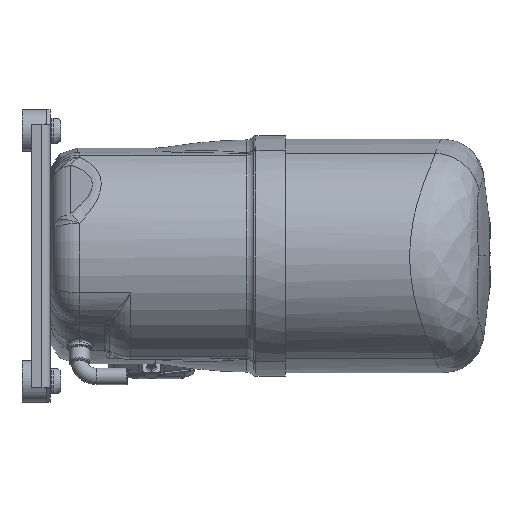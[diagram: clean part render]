
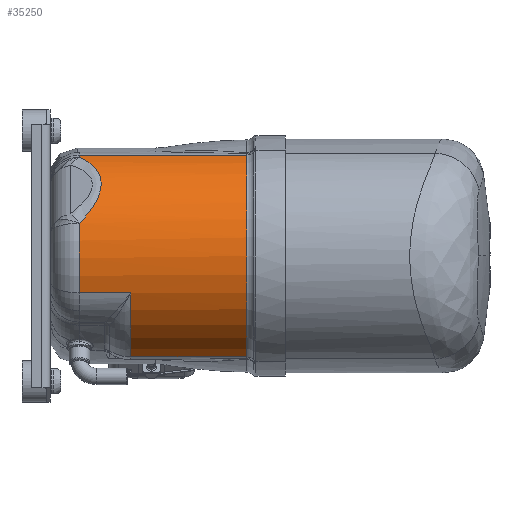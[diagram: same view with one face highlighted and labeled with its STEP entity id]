
A CAD part, left-side view. The second image highlights one B-rep face of the part: STEP entity #35250.
In plain terms, the highlighted cylindrical face has radius 82.042 mm (diameter 164.084 mm), a partial arc.
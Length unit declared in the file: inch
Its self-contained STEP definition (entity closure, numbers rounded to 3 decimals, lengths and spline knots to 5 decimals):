
#386 = CARTESIAN_POINT ( 'NONE',  ( -2.64649, -10.08922, -3.01968 ) ) ;
#1246 = CARTESIAN_POINT ( 'NONE',  ( -2.64649, -10.08922, 3.01968 ) ) ;
#1686 = CYLINDRICAL_SURFACE ( 'NONE', #5696, 3.23 ) ;
#2777 = CARTESIAN_POINT ( 'NONE',  ( -4.578, 6.15749, 0.9792 ) ) ;
#3478 = DIRECTION ( 'NONE',  ( 0., 1., 0. ) ) ;
#3605 = VECTOR ( 'NONE', #23199, 39.37008 ) ;
#3690 = CARTESIAN_POINT ( 'NONE',  ( -1.5, 6.1575, 0. ) ) ;
#3815 = DIRECTION ( 'NONE',  ( 0., -1., 0. ) ) ;
#4753 = CARTESIAN_POINT ( 'NONE',  ( -1.5, 4.62556, 0. ) ) ;
#5208 = EDGE_CURVE ( 'NONE', #8612, #12939, #11636, .T. ) ;
#5388 = VERTEX_POINT ( 'NONE', #21987 ) ;
#5696 = AXIS2_PLACEMENT_3D ( 'NONE', #16517, #19538, #6508 ) ;
#5822 = CARTESIAN_POINT ( 'NONE',  ( -4.57811, 6.1575, 0.97884 ) ) ;
#5844 = EDGE_CURVE ( 'NONE', #25091, #29104, #12888, .T. ) ;
#6240 = CARTESIAN_POINT ( 'NONE',  ( -4.53524, 6.1575, -1.10463 ) ) ;
#6508 = DIRECTION ( 'NONE',  ( 0., 0., 1. ) ) ;
#6712 = DIRECTION ( 'NONE',  ( 0., 0., 1. ) ) ;
#6920 = ORIENTED_EDGE ( 'NONE', *, *, #37102, .T. ) ;
#7111 = VERTEX_POINT ( 'NONE', #12870 ) ;
#7681 = CARTESIAN_POINT ( 'NONE',  ( -2.64649, 1.15695, -3.01968 ) ) ;
#7770 = DIRECTION ( 'NONE',  ( 0., 0., 1. ) ) ;
#8612 = VERTEX_POINT ( 'NONE', #6240 ) ;
#8679 = CARTESIAN_POINT ( 'NONE',  ( -4.57781, 6.15737, 0.97978 ) ) ;
#8859 = CARTESIAN_POINT ( 'NONE',  ( -4.57815, 6.1575, 0.97873 ) ) ;
#8889 = ORIENTED_EDGE ( 'NONE', *, *, #5844, .T. ) ;
#9220 = ORIENTED_EDGE ( 'NONE', *, *, #18936, .T. ) ;
#9330 = CARTESIAN_POINT ( 'NONE',  ( -2.79523, 6.1575, 2.95893 ) ) ;
#10336 = VERTEX_POINT ( 'NONE', #7681 ) ;
#10723 = CARTESIAN_POINT ( 'NONE',  ( -1.5, 1.15695, 0. ) ) ;
#10939 = ORIENTED_EDGE ( 'NONE', *, *, #18176, .T. ) ;
#11291 = AXIS2_PLACEMENT_3D ( 'NONE', #10723, #31753, #13790 ) ;
#11511 = VERTEX_POINT ( 'NONE', #19383 ) ;
#11636 = LINE ( 'NONE', #35189, #3605 ) ;
#11774 = CIRCLE ( 'NONE', #20869, 3.23 ) ;
#12870 = CARTESIAN_POINT ( 'NONE',  ( -2.64649, 6.1575, 3.01968 ) ) ;
#12888 = B_SPLINE_CURVE_WITH_KNOTS ( 'NONE', 3,
 ( #30370, #21278, #9330, #33376, #15420, #36434, #18419 ),
 .UNSPECIFIED., .F., .F.,
 ( 4, 3, 4 ),
 ( 0., 0., 0.00003 ),
 .UNSPECIFIED. ) ;
#12939 = VERTEX_POINT ( 'NONE', #29850 ) ;
#13526 = B_SPLINE_CURVE_WITH_KNOTS ( 'NONE', 3,
 ( #35818, #20805, #2777, #23846, #5822, #26850, #8859 ),
 .UNSPECIFIED., .F., .F.,
 ( 4, 3, 4 ),
 ( 0., 0.00002, 0.00003 ),
 .UNSPECIFIED. ) ;
#13790 = DIRECTION ( 'NONE',  ( 0., 0., 1. ) ) ;
#15420 = CARTESIAN_POINT ( 'NONE',  ( -2.79557, 6.15749, 2.95878 ) ) ;
#16092 = LINE ( 'NONE', #386, #39103 ) ;
#16517 = CARTESIAN_POINT ( 'NONE',  ( -1.5, -10.08922, 0. ) ) ;
#16631 = CIRCLE ( 'NONE', #27688, 3.23 ) ;
#16884 = EDGE_CURVE ( 'NONE', #10336, #27426, #16092, .T. ) ;
#17570 = CIRCLE ( 'NONE', #37787, 3.23 ) ;
#17762 = FACE_OUTER_BOUND ( 'NONE', #18128, .T. ) ;
#18128 = EDGE_LOOP ( 'NONE', ( #31731, #6920, #38778, #28314, #8889, #21880, #9220, #34644, #38347, #10939 ) ) ;
#18176 = EDGE_CURVE ( 'NONE', #12939, #27426, #11774, .T. ) ;
#18419 = CARTESIAN_POINT ( 'NONE',  ( -2.79614, 6.15737, 2.95854 ) ) ;
#18936 = EDGE_CURVE ( 'NONE', #11511, #19706, #13526, .T. ) ;
#19383 = CARTESIAN_POINT ( 'NONE',  ( -4.57781, 6.15737, 0.97978 ) ) ;
#19437 = EDGE_CURVE ( 'NONE', #29104, #11511, #35677, .T. ) ;
#19538 = DIRECTION ( 'NONE',  ( 0., 1., 0. ) ) ;
#19706 = VERTEX_POINT ( 'NONE', #21927 ) ;
#19719 = LINE ( 'NONE', #1246, #26733 ) ;
#20639 = CARTESIAN_POINT ( 'NONE',  ( -3.66031, 5.27548, 2.57994 ) ) ;
#20805 = CARTESIAN_POINT ( 'NONE',  ( -4.5779, 6.15745, 0.9795 ) ) ;
#20869 = AXIS2_PLACEMENT_3D ( 'NONE', #4753, #25773, #7770 ) ;
#21278 = CARTESIAN_POINT ( 'NONE',  ( -2.79518, 6.1575, 2.95895 ) ) ;
#21824 = CARTESIAN_POINT ( 'NONE',  ( -1.5, 6.1575, 0. ) ) ;
#21880 = ORIENTED_EDGE ( 'NONE', *, *, #19437, .T. ) ;
#21927 = CARTESIAN_POINT ( 'NONE',  ( -4.57815, 6.1575, 0.97873 ) ) ;
#21987 = CARTESIAN_POINT ( 'NONE',  ( -2.64649, 1.15695, 3.01968 ) ) ;
#22949 = CARTESIAN_POINT ( 'NONE',  ( -2.79614, 6.15737, 2.95854 ) ) ;
#23199 = DIRECTION ( 'NONE',  ( 0., -1., 0. ) ) ;
#23665 = CARTESIAN_POINT ( 'NONE',  ( -2.79614, 6.15737, 2.95854 ) ) ;
#23846 = CARTESIAN_POINT ( 'NONE',  ( -4.57809, 6.1575, 0.9789 ) ) ;
#24730 = DIRECTION ( 'NONE',  ( 0., -1., 0. ) ) ;
#24858 = DIRECTION ( 'NONE',  ( 0., 0., 1. ) ) ;
#25091 = VERTEX_POINT ( 'NONE', #33426 ) ;
#25773 = DIRECTION ( 'NONE',  ( 0., -1., 0. ) ) ;
#26681 = CARTESIAN_POINT ( 'NONE',  ( -4.29162, 5.27548, 1.8788 ) ) ;
#26733 = VECTOR ( 'NONE', #34424, 39.37008 ) ;
#26850 = CARTESIAN_POINT ( 'NONE',  ( -4.57813, 6.1575, 0.97879 ) ) ;
#27426 = VERTEX_POINT ( 'NONE', #28176 ) ;
#27688 = AXIS2_PLACEMENT_3D ( 'NONE', #3690, #24730, #6712 ) ;
#28176 = CARTESIAN_POINT ( 'NONE',  ( -2.64649, 4.62556, -3.01968 ) ) ;
#28314 = ORIENTED_EDGE ( 'NONE', *, *, #38850, .T. ) ;
#29104 = VERTEX_POINT ( 'NONE', #22949 ) ;
#29850 = CARTESIAN_POINT ( 'NONE',  ( -4.53524, 4.62556, -1.10463 ) ) ;
#30370 = CARTESIAN_POINT ( 'NONE',  ( -2.79513, 6.1575, 2.95898 ) ) ;
#31731 = ORIENTED_EDGE ( 'NONE', *, *, #16884, .F. ) ;
#31753 = DIRECTION ( 'NONE',  ( 0., 1., 0. ) ) ;
#32211 = CIRCLE ( 'NONE', #11291, 3.23 ) ;
#33376 = CARTESIAN_POINT ( 'NONE',  ( -2.79528, 6.1575, 2.95891 ) ) ;
#33426 = CARTESIAN_POINT ( 'NONE',  ( -2.79513, 6.1575, 2.95898 ) ) ;
#33816 = EDGE_CURVE ( 'NONE', #5388, #7111, #19719, .T. ) ;
#34424 = DIRECTION ( 'NONE',  ( 0., 1., 0. ) ) ;
#34644 = ORIENTED_EDGE ( 'NONE', *, *, #38827, .T. ) ;
#35189 = CARTESIAN_POINT ( 'NONE',  ( -4.53524, 5.39153, -1.10463 ) ) ;
#35250 = ADVANCED_FACE ( 'NONE', ( #17762 ), #1686, .T. ) ;
#35677 =( BOUNDED_CURVE ( )  B_SPLINE_CURVE ( 3, ( #23665, #20639, #26681, #8679 ),
 .UNSPECIFIED., .F., .F. ) 
 B_SPLINE_CURVE_WITH_KNOTS ( ( 4, 4 ),
 ( 2.71675, 3.56644 ),
 .UNSPECIFIED. ) 
 CURVE ( )  GEOMETRIC_REPRESENTATION_ITEM ( )  RATIONAL_B_SPLINE_CURVE ( ( 1., 0.941, 0.941, 1. ) ) 
 REPRESENTATION_ITEM ( '' )  );
#35818 = CARTESIAN_POINT ( 'NONE',  ( -4.57781, 6.15737, 0.97978 ) ) ;
#36434 = CARTESIAN_POINT ( 'NONE',  ( -2.79586, 6.15745, 2.95866 ) ) ;
#37102 = EDGE_CURVE ( 'NONE', #10336, #5388, #32211, .T. ) ;
#37787 = AXIS2_PLACEMENT_3D ( 'NONE', #21824, #3815, #24858 ) ;
#38347 = ORIENTED_EDGE ( 'NONE', *, *, #5208, .T. ) ;
#38778 = ORIENTED_EDGE ( 'NONE', *, *, #33816, .T. ) ;
#38827 = EDGE_CURVE ( 'NONE', #19706, #8612, #16631, .T. ) ;
#38850 = EDGE_CURVE ( 'NONE', #7111, #25091, #17570, .T. ) ;
#39103 = VECTOR ( 'NONE', #3478, 39.37008 ) ;
